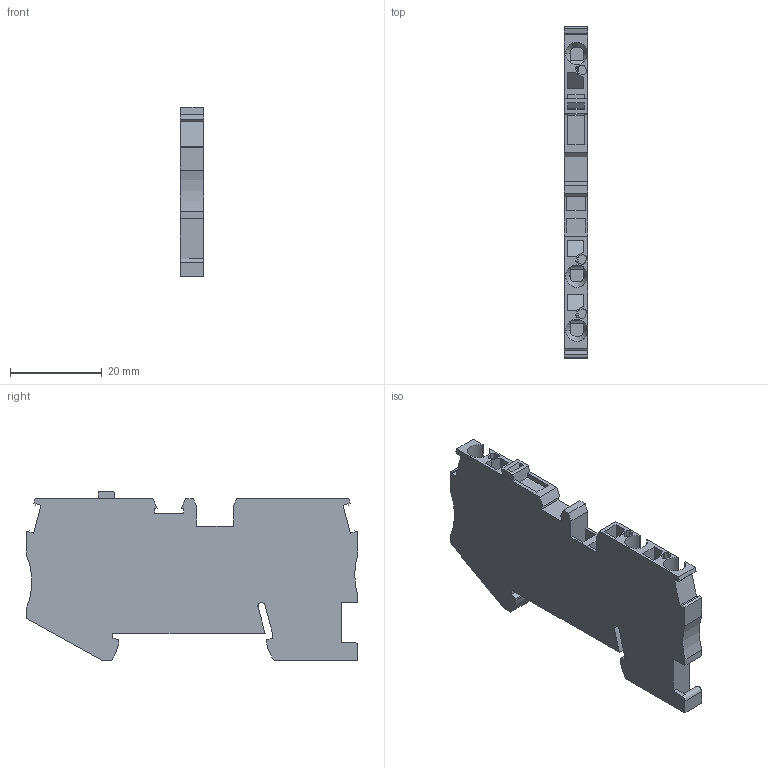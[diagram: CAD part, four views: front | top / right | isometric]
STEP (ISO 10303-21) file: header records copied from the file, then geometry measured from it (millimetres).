
FILE_DESCRIPTION(('Creo Elements/Direct Modeling STEP Export'),'2;1');
FILE_NAME('model.stp','2020-06-03T15:38:09',(''),(''),'Creo Elements/Direct Modeling STEP processor for AP214 (Solid Model)','Creo Elements/Direct Modeling 20.1A 29-Sep-2018 (C) Parametric Technology GmbH','');
FILE_SCHEMA(('AUTOMOTIVE_DESIGN { 1 0 10303 214 1 1 1 1 }'));
Length unit declared in the file: millimetre
Products named in the file (2): st25_twin_mt_select
Assembly tree (1 placements, depth 2):
  st25_twin_mt_select
    st25_twin_mt_select
Bounding box: 5.15 x 72.2 x 36.85 mm (x, y, z)
Volume: 9524.4 mm3; surface area: 7104.3 mm2
Topology: 1 solids, 1 shells, 233 faces, 651 edges, 428 vertices
Faces by surface type: plane 180, cylinder 38, cone 15
Entity records: 11052 total; most frequent: CARTESIAN_POINT 3118, ORIENTED_EDGE 1302, DIRECTION 1169, EDGE_CURVE 651, VECTOR 513, LINE 513, VERTEX_POINT 428, AXIS2_PLACEMENT_3D 328
